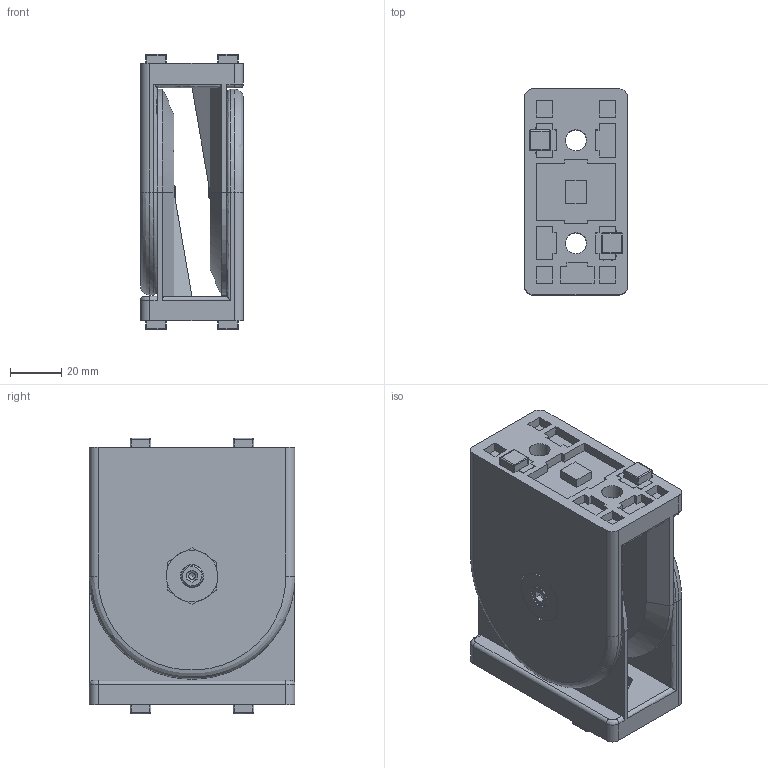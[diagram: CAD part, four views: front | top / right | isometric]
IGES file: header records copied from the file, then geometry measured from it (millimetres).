
Global section: file name: SZ1022N_A; native system: Autodesk Inventor 2015; preprocessor: unknown; author: Behrens; date: 20151119.110214; units: millimetre
Bounding box: 40 x 80 x 106.9 mm (x, y, z)
Volume: 184589.3 mm3; surface area: 77867.8 mm2
Topology: 14 solids, 14 shells, 856 faces, 2318 edges, 1518 vertices
Faces by surface type: bspline 856
